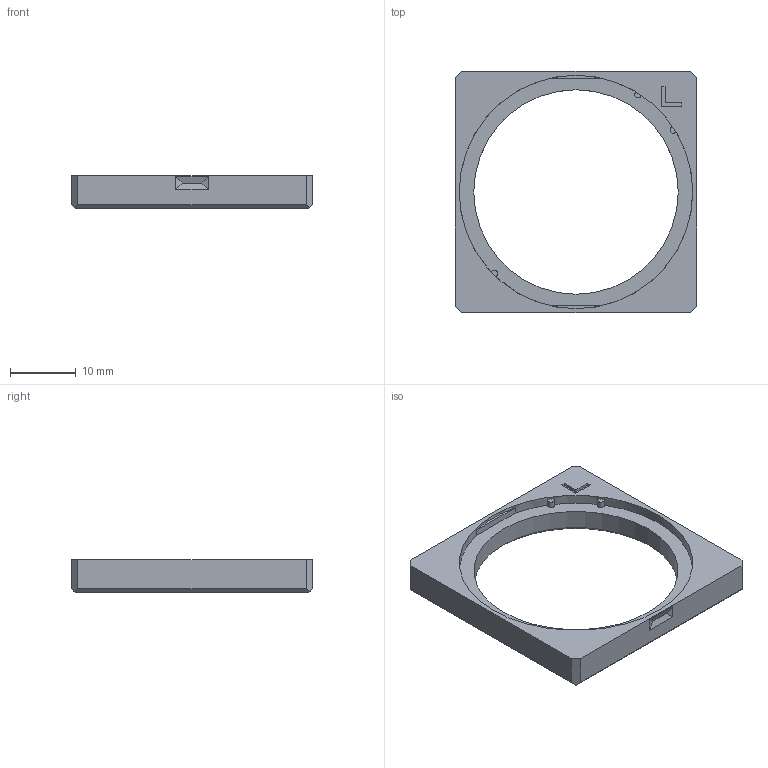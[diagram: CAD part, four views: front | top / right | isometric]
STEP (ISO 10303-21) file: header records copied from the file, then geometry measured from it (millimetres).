
FILE_DESCRIPTION(/* description */ (''),/* implementation_level */ '2;1');
FILE_NAME(/* name */ 'Support.step',/* time_stamp */ '2024-08-24T13:44:57-07:00',/* author */ (''),/* organization */ (''),/* preprocessor_version */ 'ST-DEVELOPER v20',/* originating_system */ 'Autodesk Translation Framework v13.14.0.145',/* authorisation */ '');
FILE_SCHEMA (('AUTOMOTIVE_DESIGN { 1 0 10303 214 3 1 1 }'));
Length unit declared in the file: millimetre
Products named in the file (1): Support
Bounding box: 36.6 x 36.6 x 5 mm (x, y, z)
Volume: 2539.8 mm3; surface area: 2323.2 mm2
Topology: 1 solids, 1 shells, 50 faces, 128 edges, 85 vertices
Faces by surface type: plane 44, cylinder 5, cone 1
Full cylindrical faces by diameter (mm): 31 x1, 35.4 x1
Entity records: 1542 total; most frequent: CARTESIAN_POINT 264, ORIENTED_EDGE 256, DIRECTION 251, EDGE_CURVE 128, LINE 107, VECTOR 107, VERTEX_POINT 85, AXIS2_PLACEMENT_3D 72
